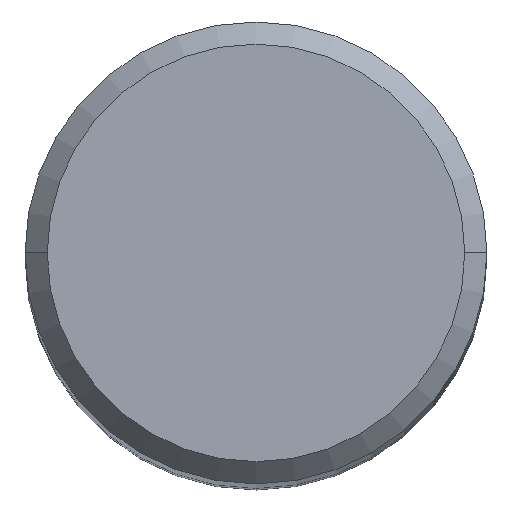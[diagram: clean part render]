
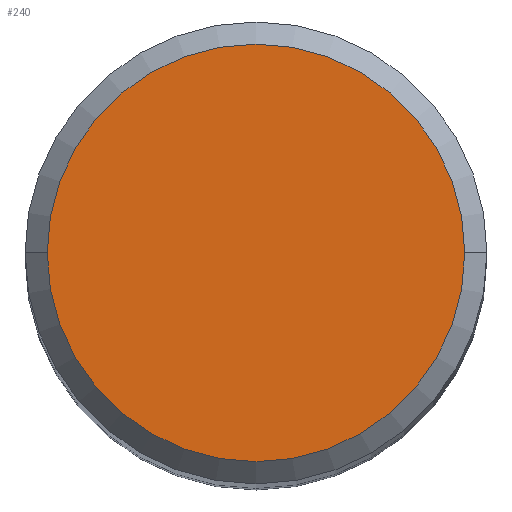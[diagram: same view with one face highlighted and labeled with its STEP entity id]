
A CAD part, top view. The second image highlights one B-rep face of the part: STEP entity #240.
In plain terms, the highlighted planar face has unit normal (0, 0, 1).
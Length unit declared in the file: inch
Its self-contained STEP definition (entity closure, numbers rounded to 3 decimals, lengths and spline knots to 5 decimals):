
#5 = PLANE ( 'NONE',  #317 ) ;
#10 = FACE_OUTER_BOUND ( 'NONE', #223, .T. ) ;
#29 = DIRECTION ( 'NONE',  ( 1., 0., 0. ) ) ;
#39 = CIRCLE ( 'NONE', #135, 0.14125 ) ;
#61 = CIRCLE ( 'NONE', #175, 0.14125 ) ;
#62 = CARTESIAN_POINT ( 'NONE',  ( 0.14125, 0., 2.5 ) ) ;
#79 = DIRECTION ( 'NONE',  ( 0., 0., 1. ) ) ;
#83 = CARTESIAN_POINT ( 'NONE',  ( 0., 0., 2.5 ) ) ;
#92 = VERTEX_POINT ( 'NONE', #269 ) ;
#125 = ORIENTED_EDGE ( 'NONE', *, *, #190, .T. ) ;
#126 = CARTESIAN_POINT ( 'NONE',  ( 0., 0., 2.5 ) ) ;
#135 = AXIS2_PLACEMENT_3D ( 'NONE', #142, #144, #261 ) ;
#142 = CARTESIAN_POINT ( 'NONE',  ( 0., 0., 2.5 ) ) ;
#144 = DIRECTION ( 'NONE',  ( 0., 0., 1. ) ) ;
#175 = AXIS2_PLACEMENT_3D ( 'NONE', #126, #252, #29 ) ;
#190 = EDGE_CURVE ( 'NONE', #92, #206, #61, .T. ) ;
#195 = EDGE_CURVE ( 'NONE', #206, #92, #39, .T. ) ;
#206 = VERTEX_POINT ( 'NONE', #62 ) ;
#223 = EDGE_LOOP ( 'NONE', ( #125, #291 ) ) ;
#236 = DIRECTION ( 'NONE',  ( 1., 0., 0. ) ) ;
#240 = ADVANCED_FACE ( 'NONE', ( #10 ), #5, .T. ) ;
#252 = DIRECTION ( 'NONE',  ( 0., 0., 1. ) ) ;
#261 = DIRECTION ( 'NONE',  ( 1., 0., 0. ) ) ;
#269 = CARTESIAN_POINT ( 'NONE',  ( -0.14125, 0., 2.5 ) ) ;
#291 = ORIENTED_EDGE ( 'NONE', *, *, #195, .T. ) ;
#317 = AXIS2_PLACEMENT_3D ( 'NONE', #83, #79, #236 ) ;
